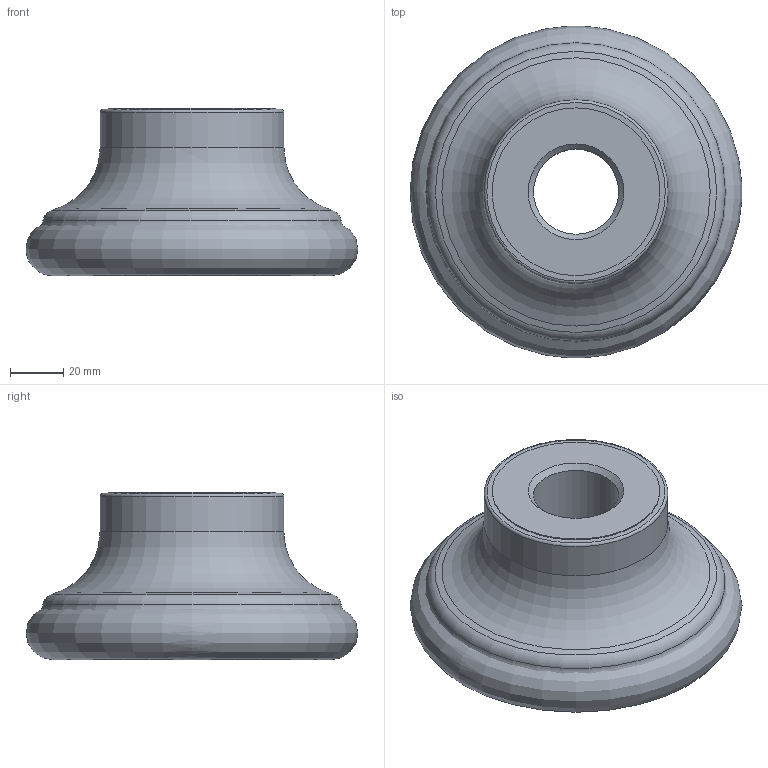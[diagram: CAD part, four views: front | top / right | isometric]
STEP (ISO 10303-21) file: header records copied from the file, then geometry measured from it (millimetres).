
FILE_DESCRIPTION(/* description */ (''),/* implementation_level */ '2;1');
FILE_NAME(/* name */ '1543377195531.stp',/* time_stamp */ '2018-11-28T09:23:38+06:00',/* author */ (''),/* organization */ ('SMS'),/* preprocessor_version */ 'ST-DEVELOPER v15',/* originating_system */ 'SIEMENS PLM Software NX 8.5',/* authorisation */ '');
FILE_SCHEMA (('AUTOMOTIVE_DESIGN { 1 0 10303 214 3 1 1 1 }'));
Length unit declared in the file: millimetre
Products named in the file (4): 201858539mod000_00; ASSEMBLY_CONSTRUCTION; 201919866mod000_00; 201919864mod000_00
Assembly tree (3 placements, depth 2):
  201919864mod000_00
    201919866mod000_00
    ASSEMBLY_CONSTRUCTION
    201858539mod000_00
Bounding box: 124.91 x 124.88 x 63 mm (x, y, z)
Volume: 404597.8 mm3; surface area: 60889.3 mm2
Topology: 2 solids, 2 shells, 30 faces, 56 edges, 45 vertices
Faces by surface type: torus 11, cone 9, plane 5, cylinder 4, bspline 1
Full cylindrical faces by diameter (mm): 32.013 x1, 45 x1, 63.2 x1, 69.2 x1
Entity records: 3479 total; most frequent: CARTESIAN_POINT 2709, DIRECTION 150, AXIS2_PLACEMENT_3D 75, FACE_BOUND 59, EDGE_LOOP 58, ORIENTED_EDGE 58, ADVANCED_FACE 30, VERTEX_POINT 30
